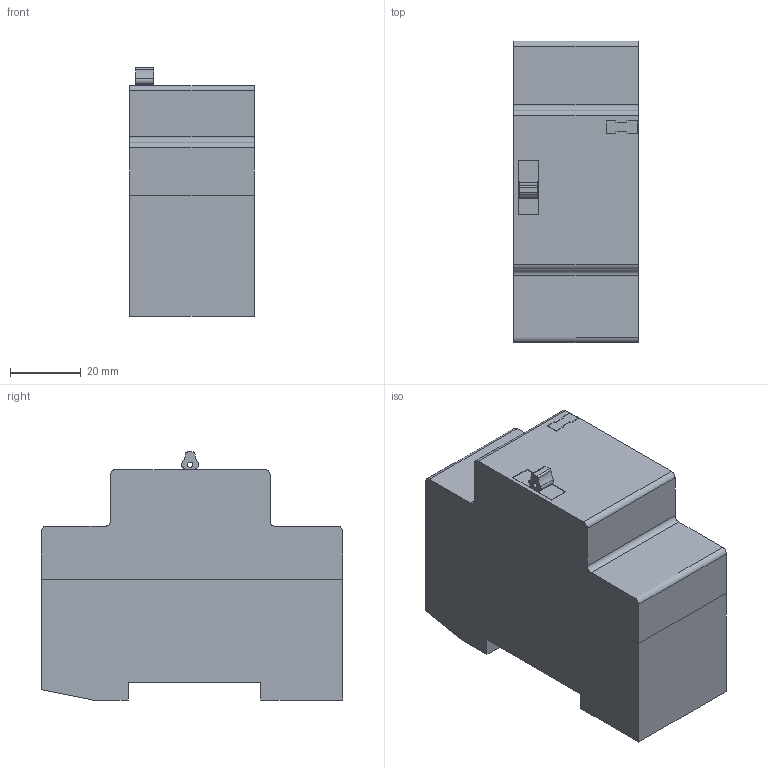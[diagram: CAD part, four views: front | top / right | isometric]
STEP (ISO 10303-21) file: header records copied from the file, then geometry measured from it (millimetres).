
FILE_DESCRIPTION(/* description */ (''),/* implementation_level */ '2;1');
FILE_NAME(/* name */ '3d_CNM3210220.stp',/* time_stamp */ '2016-10-28T08:39:12+02:00',/* author */ ('Andrzej'),/* organization */ (''),/* preprocessor_version */ 'ST-DEVELOPER v15.5',/* originating_system */ 'AutoCAD Mechanical',/* authorisation */ '');
FILE_SCHEMA (('AUTOMOTIVE_DESIGN { 1 0 10303 214 3 1 1 }'));
Length unit declared in the file: millimetre
Products named in the file (1): Product
Bounding box: 35 x 85 x 69.95 mm (x, y, z)
Volume: 163729.8 mm3; surface area: 26079.3 mm2
Topology: 3 solids, 3 shells, 60 faces, 338 edges, 440 vertices
Faces by surface type: plane 45, cylinder 15
Full cylindrical faces by diameter (mm): 1.5 x1
Entity records: 3207 total; most frequent: CARTESIAN_POINT 858, DIRECTION 551, ORIENTED_EDGE 326, LINE 245, VECTOR 245, TRIMMED_CURVE 174, EDGE_CURVE 163, AXIS2_PLACEMENT_3D 153
